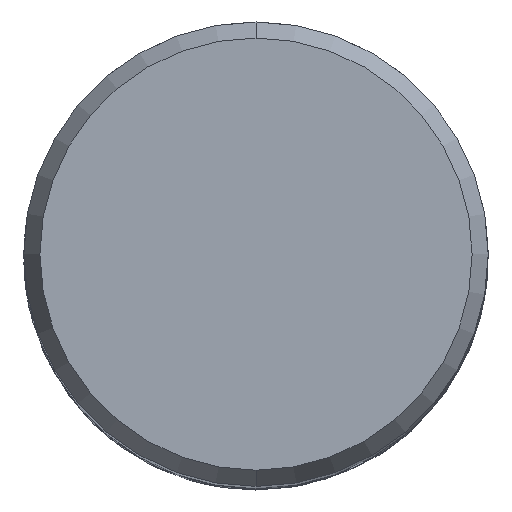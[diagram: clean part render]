
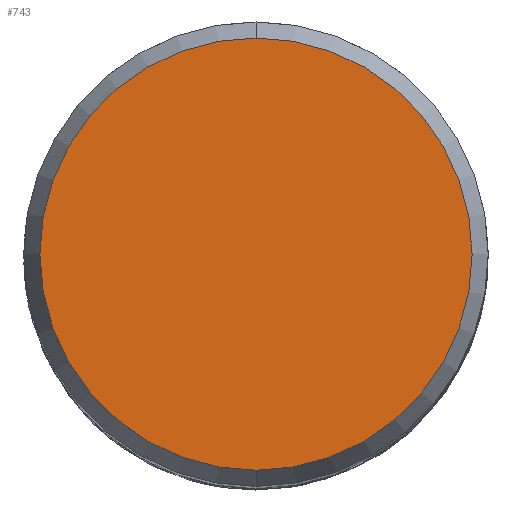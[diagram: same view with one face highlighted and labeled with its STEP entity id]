
A CAD part, top view. The second image highlights one B-rep face of the part: STEP entity #743.
In plain terms, the highlighted planar face has unit normal (0, 0, 1).
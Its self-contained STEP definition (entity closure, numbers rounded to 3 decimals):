
#743=ADVANCED_FACE('',(#1623),#1624,.T.);
#831=VERTEX_POINT('',#1721);
#983=EDGE_CURVE('',#831,#1019,#1886,.T.);
#1019=VERTEX_POINT('',#1924);
#1053=EDGE_CURVE('',#1019,#831,#1962,.T.);
#1623=FACE_OUTER_BOUND('',#4611,.T.);
#1624=PLANE('',#4612);
#1721=CARTESIAN_POINT('',(0.,-9.307,0.0));
#1886=CIRCLE('',#7534,9.307);
#1924=CARTESIAN_POINT('',(0.0,9.307,0.0));
#1962=CIRCLE('',#8356,9.307);
#4611=EDGE_LOOP('',(#10175,#10176));
#4612=AXIS2_PLACEMENT_3D('',#10177,#10178,#10179);
#7534=AXIS2_PLACEMENT_3D('',#10469,#10470,#10471);
#8356=AXIS2_PLACEMENT_3D('',#10535,#10536,#10537);
#10175=ORIENTED_EDGE('',*,*,#1053,.F.);
#10176=ORIENTED_EDGE('',*,*,#983,.F.);
#10177=CARTESIAN_POINT('',(0.0,4.654,0.0));
#10178=DIRECTION('',(-0.0,0.0,1.0));
#10179=DIRECTION('',(0.0,-1.0,0.0));
#10469=CARTESIAN_POINT('',(0.0,0.0,0.0));
#10470=DIRECTION('',(0.0,0.0,-1.0));
#10471=DIRECTION('',(0.0,1.0,0.0));
#10535=CARTESIAN_POINT('',(0.0,0.0,0.0));
#10536=DIRECTION('',(0.0,0.0,-1.0));
#10537=DIRECTION('',(0.0,1.0,0.0));
